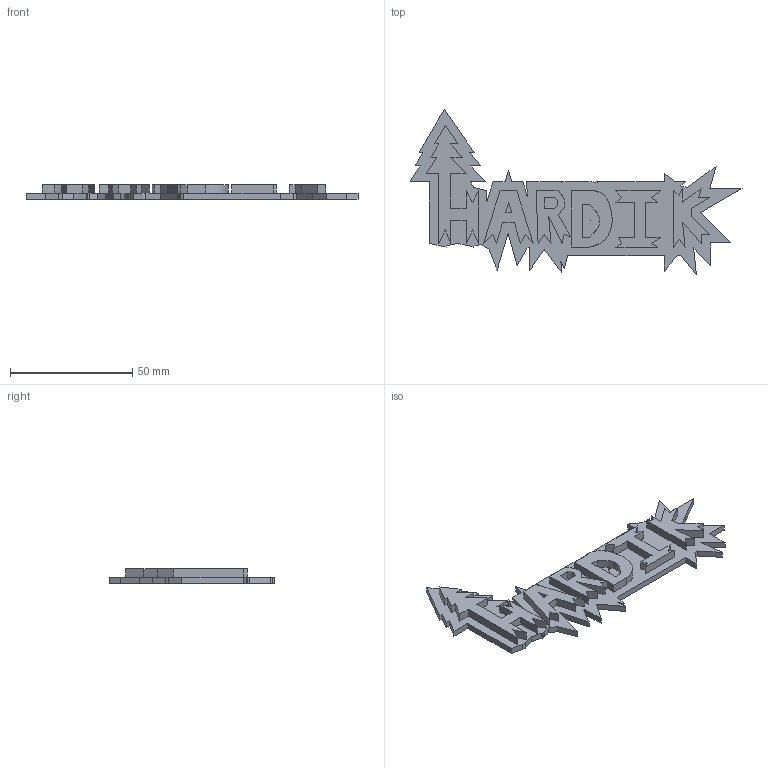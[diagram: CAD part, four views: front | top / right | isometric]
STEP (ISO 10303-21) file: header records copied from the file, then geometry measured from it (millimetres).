
FILE_DESCRIPTION(/* description */ (''),/* implementation_level */ '2;1');
FILE_NAME(/* name */ 'df13cea7-06cd-45b3-a866-79f8648339a0.stp',/* time_stamp */ '2025-12-28T03:08:42Z',/* author */ (''),/* organization */ (''),/* preprocessor_version */ 'ST-DEVELOPER v20.1',/* originating_system */ 'Autodesk Translation Framework v14.24.0.0',/* authorisation */ '');
FILE_SCHEMA (('AUTOMOTIVE_DESIGN { 1 0 10303 214 3 1 1 }'));
Length unit declared in the file: millimetre
Products named in the file (1): 2025-12-19-10-28-26-184
Bounding box: 135.98 x 67.97 x 6 mm (x, y, z)
Volume: 14976.7 mm3; surface area: 12017.7 mm2
Topology: 2 solids, 2 shells, 206 faces, 579 edges, 384 vertices
Faces by surface type: plane 195, bspline 11
Entity records: 6562 total; most frequent: CARTESIAN_POINT 1297, ORIENTED_EDGE 1158, DIRECTION 949, EDGE_CURVE 579, LINE 557, VECTOR 557, VERTEX_POINT 384, EDGE_LOOP 216
